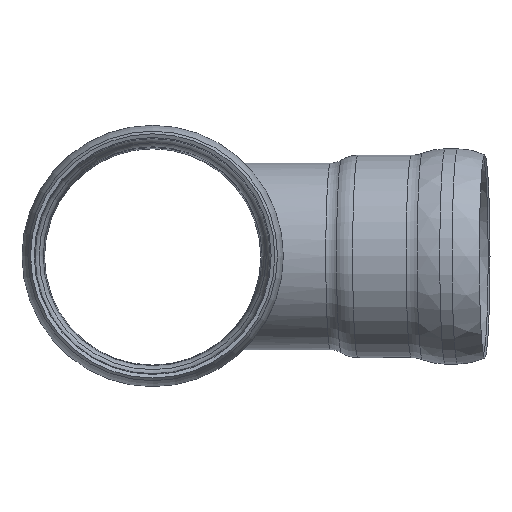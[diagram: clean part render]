
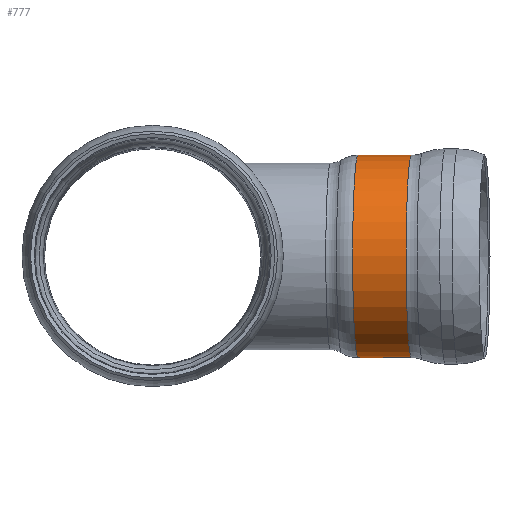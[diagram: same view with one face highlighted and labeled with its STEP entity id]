
A CAD part, top view. The second image highlights one B-rep face of the part: STEP entity #777.
In plain terms, the highlighted cylindrical face has radius 396 mm (diameter 792 mm), a full revolution.
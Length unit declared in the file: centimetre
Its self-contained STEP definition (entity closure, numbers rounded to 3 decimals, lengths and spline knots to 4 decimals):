
#112=CIRCLE('',#900,39.6);
#113=CIRCLE('',#901,39.6);
#114=CIRCLE('',#903,39.6);
#115=CIRCLE('',#904,39.6);
#178=FACE_OUTER_BOUND('',#222,.T.);
#222=EDGE_LOOP('',(#687,#688,#689,#690,#691,#692));
#247=LINE('',#1973,#269);
#269=VECTOR('',#1170,39.6);
#352=VERTEX_POINT('',#1966);
#353=VERTEX_POINT('',#1968);
#354=VERTEX_POINT('',#1972);
#355=VERTEX_POINT('',#1974);
#467=EDGE_CURVE('',#352,#353,#112,.T.);
#468=EDGE_CURVE('',#353,#352,#113,.T.);
#469=EDGE_CURVE('',#353,#354,#247,.T.);
#470=EDGE_CURVE('',#354,#355,#114,.T.);
#471=EDGE_CURVE('',#355,#354,#115,.T.);
#687=ORIENTED_EDGE('',*,*,#467,.F.);
#688=ORIENTED_EDGE('',*,*,#468,.F.);
#689=ORIENTED_EDGE('',*,*,#469,.T.);
#690=ORIENTED_EDGE('',*,*,#470,.T.);
#691=ORIENTED_EDGE('',*,*,#471,.T.);
#692=ORIENTED_EDGE('',*,*,#469,.F.);
#737=CYLINDRICAL_SURFACE('',#902,39.6);
#777=ADVANCED_FACE('',(#178),#737,.T.);
#900=AXIS2_PLACEMENT_3D('',#1969,#1164,#1165);
#901=AXIS2_PLACEMENT_3D('',#1970,#1166,#1167);
#902=AXIS2_PLACEMENT_3D('',#1971,#1168,#1169);
#903=AXIS2_PLACEMENT_3D('',#1975,#1171,#1172);
#904=AXIS2_PLACEMENT_3D('',#1976,#1173,#1174);
#1164=DIRECTION('center_axis',(-0.999,0.,
-0.052));
#1165=DIRECTION('ref_axis',(0.,1.,0.));
#1166=DIRECTION('center_axis',(-0.999,0.,
-0.052));
#1167=DIRECTION('ref_axis',(0.,1.,0.));
#1168=DIRECTION('center_axis',(-0.999,0.,
-0.052));
#1169=DIRECTION('ref_axis',(0.,-1.,0.));
#1170=DIRECTION('',(0.999,0.,0.052));
#1171=DIRECTION('center_axis',(-0.999,0.,
-0.052));
#1172=DIRECTION('ref_axis',(0.,1.,0.));
#1173=DIRECTION('center_axis',(-0.999,0.,
-0.052));
#1174=DIRECTION('ref_axis',(0.,1.,0.));
#1966=CARTESIAN_POINT('',(82.3511,0.,79.6615));
#1968=CARTESIAN_POINT('',(80.2786,39.6,119.2072));
#1969=CARTESIAN_POINT('Origin',(80.2786,0.,119.2072));
#1970=CARTESIAN_POINT('Origin',(80.2786,0.,119.2072));
#1971=CARTESIAN_POINT('Origin',(90.7348,0.,
119.7552));
#1972=CARTESIAN_POINT('',(101.1911,39.6,120.3032));
#1973=CARTESIAN_POINT('',(90.7348,39.6,119.7552));
#1974=CARTESIAN_POINT('',(103.2636,0.,80.7575));
#1975=CARTESIAN_POINT('Origin',(101.1911,0.,
120.3032));
#1976=CARTESIAN_POINT('Origin',(101.1911,0.,
120.3032));
